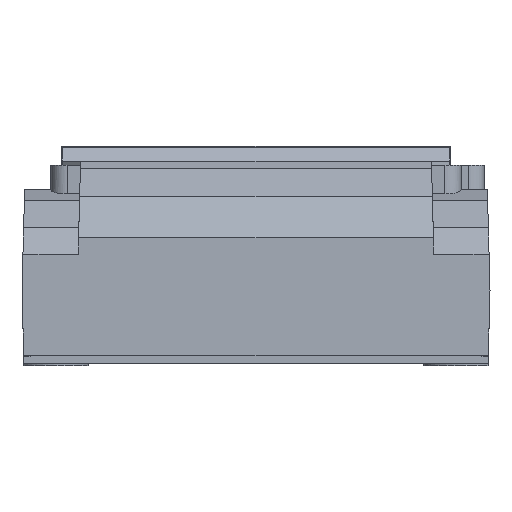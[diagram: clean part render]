
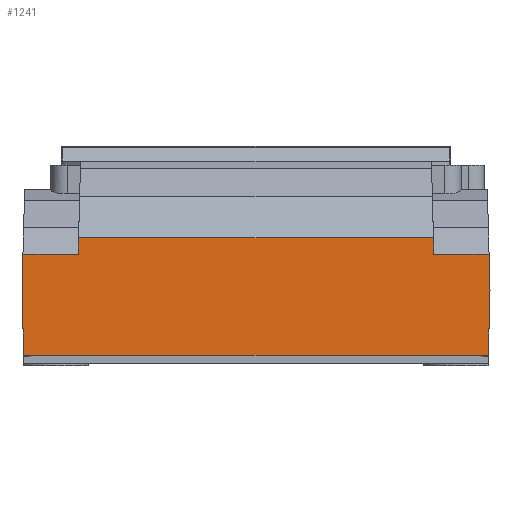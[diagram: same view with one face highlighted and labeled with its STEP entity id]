
A CAD part, front view. The second image highlights one B-rep face of the part: STEP entity #1241.
In plain terms, the highlighted planar face has unit normal (0, -1, 0.026).
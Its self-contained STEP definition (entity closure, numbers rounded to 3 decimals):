
#1241=ADVANCED_FACE('',(#4670),#4672,.T.);
#4670=FACE_BOUND('',#4671,.T.);
#4671=EDGE_LOOP('',(#7667,#7668,#7669,#7670,#7671,#7672,#7673,#7674,#7675,#7676));
#4672=PLANE('',#4673);
#4673=AXIS2_PLACEMENT_3D('',#4674,#4675,#4676);
#4674=CARTESIAN_POINT('',(-86.122,-46.95,-224.318));
#4675=DIRECTION('',(0.,-1.,0.026));
#4676=DIRECTION('',(1.,0.,0.));
#7667=ORIENTED_EDGE('',*,*,#9572,.T.);
#7668=ORIENTED_EDGE('',*,*,#8943,.T.);
#7669=ORIENTED_EDGE('',*,*,#9447,.F.);
#7670=ORIENTED_EDGE('',*,*,#8963,.T.);
#7671=ORIENTED_EDGE('',*,*,#9573,.T.);
#7672=ORIENTED_EDGE('',*,*,#9574,.T.);
#7673=ORIENTED_EDGE('',*,*,#9575,.T.);
#7674=ORIENTED_EDGE('',*,*,#9576,.T.);
#7675=ORIENTED_EDGE('',*,*,#9577,.T.);
#7676=ORIENTED_EDGE('',*,*,#9578,.F.);
#8943=EDGE_CURVE('',#10121,#10119,#10122,.T.);
#8963=EDGE_CURVE('',#10161,#10159,#10162,.T.);
#9447=EDGE_CURVE('',#10161,#10119,#11025,.T.);
#9572=EDGE_CURVE('',#11224,#10121,#11225,.T.);
#9573=EDGE_CURVE('',#10159,#11226,#11227,.T.);
#9574=EDGE_CURVE('',#11226,#11228,#11229,.T.);
#9575=EDGE_CURVE('',#11228,#11230,#11231,.T.);
#9576=EDGE_CURVE('',#11230,#11232,#11233,.T.);
#9577=EDGE_CURVE('',#11232,#11234,#11235,.T.);
#9578=EDGE_CURVE('',#11224,#11234,#11236,.T.);
#10119=VERTEX_POINT('',#12108);
#10121=VERTEX_POINT('',#12112);
#10122=LINE('',#12113,#12114);
#10159=VERTEX_POINT('',#12188);
#10161=VERTEX_POINT('',#12192);
#10162=LINE('',#12193,#12194);
#11025=LINE('',#14067,#14068);
#11224=VERTEX_POINT('',#14530);
#11225=LINE('',#14531,#14532);
#11226=VERTEX_POINT('',#14534);
#11227=LINE('',#14535,#14536);
#11228=VERTEX_POINT('',#14538);
#11229=LINE('',#14539,#14540);
#11230=VERTEX_POINT('',#14542);
#11231=LINE('',#14543,#14544);
#11232=VERTEX_POINT('',#14546);
#11233=LINE('',#14547,#14548);
#11234=VERTEX_POINT('',#14550);
#11235=LINE('',#14551,#14552);
#11236=LINE('',#14554,#14555);
#12108=CARTESIAN_POINT('',(-86.122,-41.,2.9));
#12112=CARTESIAN_POINT('',(-86.75,-40.372,26.9));
#12113=CARTESIAN_POINT('',(-86.75,-40.372,26.9));
#12114=VECTOR('',#12115,1.);
#12115=DIRECTION('',(0.026,-0.026,-0.999));
#12188=CARTESIAN_POINT('',(86.75,-40.372,26.9));
#12192=CARTESIAN_POINT('',(86.122,-41.,2.9));
#12193=CARTESIAN_POINT('',(86.122,-41.,2.9));
#12194=VECTOR('',#12195,1.);
#12195=DIRECTION('',(0.026,0.026,0.999));
#14067=CARTESIAN_POINT('',(86.122,-41.,2.9));
#14068=VECTOR('',#14069,1.);
#14069=DIRECTION('',(-1.,0.,0.));
#14530=CARTESIAN_POINT('',(-86.399,-40.021,40.298));
#14531=CARTESIAN_POINT('',(-86.399,-40.021,40.298));
#14532=VECTOR('',#14533,1.);
#14533=DIRECTION('',(-0.026,-0.026,-0.999));
#14534=CARTESIAN_POINT('',(86.399,-40.021,40.298));
#14535=CARTESIAN_POINT('',(86.75,-40.372,26.9));
#14536=VECTOR('',#14537,1.);
#14537=DIRECTION('',(-0.026,0.026,0.999));
#14538=CARTESIAN_POINT('',(65.937,-40.021,40.298));
#14539=CARTESIAN_POINT('',(86.399,-40.021,40.298));
#14540=VECTOR('',#14541,1.);
#14541=DIRECTION('',(-1.,0.,0.));
#14542=CARTESIAN_POINT('',(65.773,-39.857,46.55));
#14543=CARTESIAN_POINT('',(65.937,-40.021,40.298));
#14544=VECTOR('',#14545,1.);
#14545=DIRECTION('',(-0.026,0.026,0.999));
#14546=CARTESIAN_POINT('',(-65.773,-39.857,46.55));
#14547=CARTESIAN_POINT('',(65.773,-39.857,46.55));
#14548=VECTOR('',#14549,1.);
#14549=DIRECTION('',(-1.,0.,0.));
#14550=CARTESIAN_POINT('',(-65.937,-40.021,40.298));
#14551=CARTESIAN_POINT('',(-65.773,-39.857,46.55));
#14552=VECTOR('',#14553,1.);
#14553=DIRECTION('',(-0.026,-0.026,-0.999));
#14554=CARTESIAN_POINT('',(-86.399,-40.021,40.298));
#14555=VECTOR('',#14556,1.);
#14556=DIRECTION('',(1.,0.,0.));
